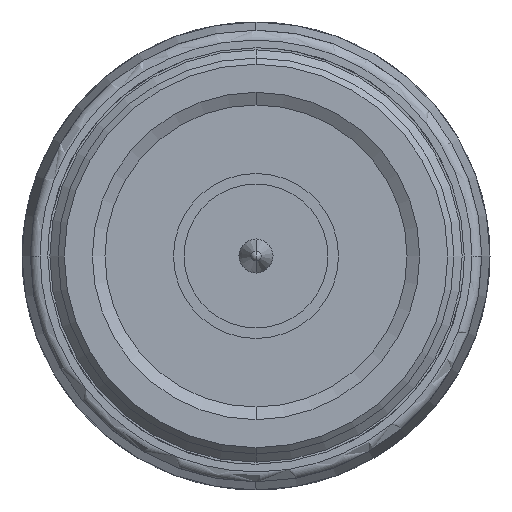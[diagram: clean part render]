
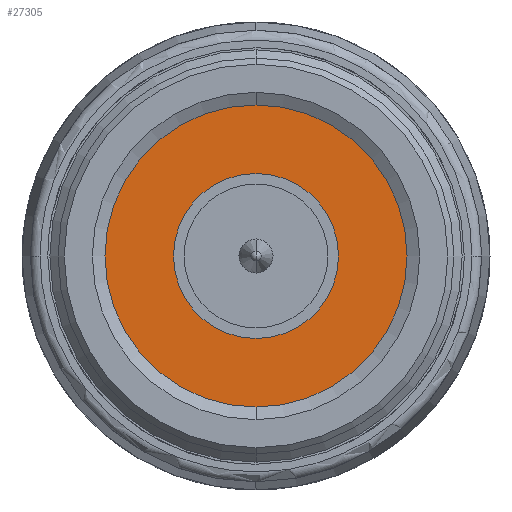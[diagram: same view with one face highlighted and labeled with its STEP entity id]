
A CAD part, front view. The second image highlights one B-rep face of the part: STEP entity #27305.
In plain terms, the highlighted face is planar.
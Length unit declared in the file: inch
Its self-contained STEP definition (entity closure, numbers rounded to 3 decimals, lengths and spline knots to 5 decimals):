
#2125 = EDGE_CURVE ( 'NONE', #2194, #2201, #5249, .T. ) ;
#2130 = EDGE_CURVE ( 'NONE', #2226, #2225, #5290, .T. ) ;
#2194 = VERTEX_POINT ( 'NONE', #5401 ) ;
#2201 = VERTEX_POINT ( 'NONE', #5393 ) ;
#2225 = VERTEX_POINT ( 'NONE', #5466 ) ;
#2226 = VERTEX_POINT ( 'NONE', #5468 ) ;
#5232 = DIRECTION ( 'NONE',  ( 0., 0., -1. ) ) ;
#5233 = DIRECTION ( 'NONE',  ( 1., 0., 0. ) ) ;
#5234 = CARTESIAN_POINT ( 'NONE',  ( 0.50398, 0., 0. ) ) ;
#5235 = AXIS2_PLACEMENT_3D ( 'NONE', #5234, #5233, #5232 ) ;
#5249 = CIRCLE ( 'NONE', #5235, 0.15748 ) ;
#5279 = DIRECTION ( 'NONE',  ( 0., 0., -1. ) ) ;
#5280 = DIRECTION ( 'NONE',  ( 1., 0., 0. ) ) ;
#5281 = CARTESIAN_POINT ( 'NONE',  ( 0.50398, 0., 0. ) ) ;
#5282 = AXIS2_PLACEMENT_3D ( 'NONE', #5281, #5280, #5279 ) ;
#5290 = CIRCLE ( 'NONE', #5282, 0.34395 ) ;
#5393 = CARTESIAN_POINT ( 'NONE',  ( 0.50398, 0., 0.15748 ) ) ;
#5401 = CARTESIAN_POINT ( 'NONE',  ( 0.50398, 0., -0.15748 ) ) ;
#5466 = CARTESIAN_POINT ( 'NONE',  ( 0.50398, 0., -0.34395 ) ) ;
#5468 = CARTESIAN_POINT ( 'NONE',  ( 0.50398, 0., 0.34395 ) ) ;
#8337 = AXIS2_PLACEMENT_3D ( 'NONE', #8373, #8368, #8367 ) ;
#8338 = CARTESIAN_POINT ( 'NONE',  ( 0.50398, 0., -0.27957 ) ) ;
#8339 = CIRCLE ( 'NONE', #8337, 0.34395 ) ;
#8367 = DIRECTION ( 'NONE',  ( 0., 0., -1. ) ) ;
#8368 = DIRECTION ( 'NONE',  ( 1., 0., 0. ) ) ;
#8369 = AXIS2_PLACEMENT_3D ( 'NONE', #8338, #8418, #8417 ) ;
#8371 = FACE_OUTER_BOUND ( 'NONE', #27138, .T. ) ;
#8373 = CARTESIAN_POINT ( 'NONE',  ( 0.50398, 0., 0. ) ) ;
#8376 = FACE_BOUND ( 'NONE', #27020, .T. ) ;
#8385 = PLANE ( 'NONE',  #8369 ) ;
#8392 = CIRCLE ( 'NONE', #8443, 0.15748 ) ;
#8417 = DIRECTION ( 'NONE',  ( 0., 0., 1. ) ) ;
#8418 = DIRECTION ( 'NONE',  ( -1., 0., 0. ) ) ;
#8440 = DIRECTION ( 'NONE',  ( 0., 0., -1. ) ) ;
#8441 = DIRECTION ( 'NONE',  ( 1., 0., 0. ) ) ;
#8442 = CARTESIAN_POINT ( 'NONE',  ( 0.50398, 0., 0. ) ) ;
#8443 = AXIS2_PLACEMENT_3D ( 'NONE', #8442, #8441, #8440 ) ;
#27020 = EDGE_LOOP ( 'NONE', ( #28086, #27416 ) ) ;
#27138 = EDGE_LOOP ( 'NONE', ( #27898, #28797 ) ) ;
#27232 = EDGE_CURVE ( 'NONE', #2225, #2226, #8339, .T. ) ;
#27305 = ADVANCED_FACE ( 'NONE', ( #8376, #8371 ), #8385, .F. ) ;
#27416 = ORIENTED_EDGE ( 'NONE', *, *, #28973, .F. ) ;
#27898 = ORIENTED_EDGE ( 'NONE', *, *, #27232, .T. ) ;
#28086 = ORIENTED_EDGE ( 'NONE', *, *, #2125, .F. ) ;
#28797 = ORIENTED_EDGE ( 'NONE', *, *, #2130, .T. ) ;
#28973 = EDGE_CURVE ( 'NONE', #2201, #2194, #8392, .T. ) ;
